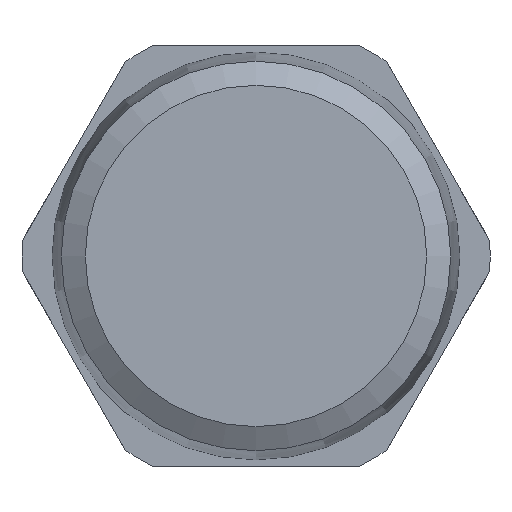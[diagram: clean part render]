
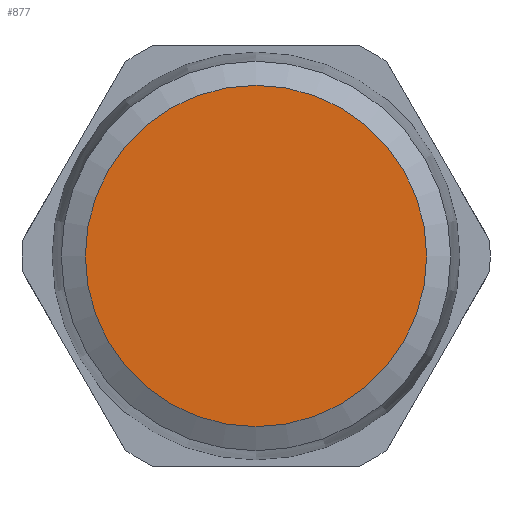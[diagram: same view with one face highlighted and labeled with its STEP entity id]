
A CAD part, front view. The second image highlights one B-rep face of the part: STEP entity #877.
In plain terms, the highlighted planar face has unit normal (0, -1, 0).
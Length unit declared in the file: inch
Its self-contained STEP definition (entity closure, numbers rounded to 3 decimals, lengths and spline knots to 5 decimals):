
#90=PLANE('',#960);
#169=FACE_OUTER_BOUND('',#218,.T.);
#218=EDGE_LOOP('',(#712,#713));
#343=CIRCLE('',#961,0.35174);
#344=CIRCLE('',#962,0.35174);
#418=VERTEX_POINT('',#1752);
#419=VERTEX_POINT('',#1753);
#524=EDGE_CURVE('',#418,#419,#343,.T.);
#525=EDGE_CURVE('',#419,#418,#344,.T.);
#712=ORIENTED_EDGE('',*,*,#524,.F.);
#713=ORIENTED_EDGE('',*,*,#525,.F.);
#877=ADVANCED_FACE('',(#169),#90,.T.);
#960=AXIS2_PLACEMENT_3D('',#1751,#1111,#1112);
#961=AXIS2_PLACEMENT_3D('',#1754,#1113,#1114);
#962=AXIS2_PLACEMENT_3D('',#1755,#1115,#1116);
#1111=DIRECTION('center_axis',(0.,-1.,0.));
#1112=DIRECTION('ref_axis',(0.,0.,-1.));
#1113=DIRECTION('center_axis',(0.,1.,0.));
#1114=DIRECTION('ref_axis',(1.,0.,0.));
#1115=DIRECTION('center_axis',(0.,1.,0.));
#1116=DIRECTION('ref_axis',(1.,0.,0.));
#1751=CARTESIAN_POINT('Origin',(-0.35174,0.,0.));
#1752=CARTESIAN_POINT('',(-0.35174,0.,0.));
#1753=CARTESIAN_POINT('',(0.35174,0.,0.));
#1754=CARTESIAN_POINT('Origin',(0.,0.,0.));
#1755=CARTESIAN_POINT('Origin',(0.,0.,0.));
